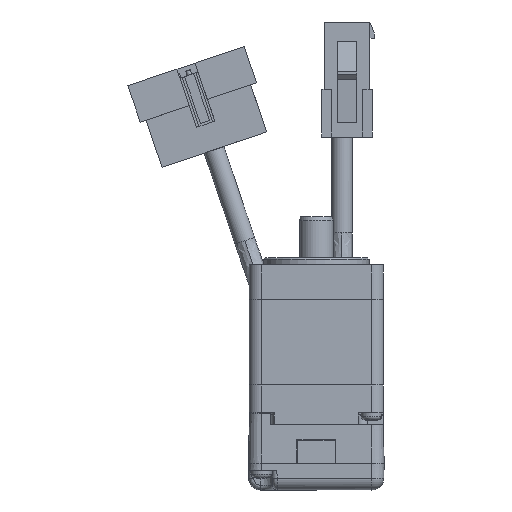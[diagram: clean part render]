
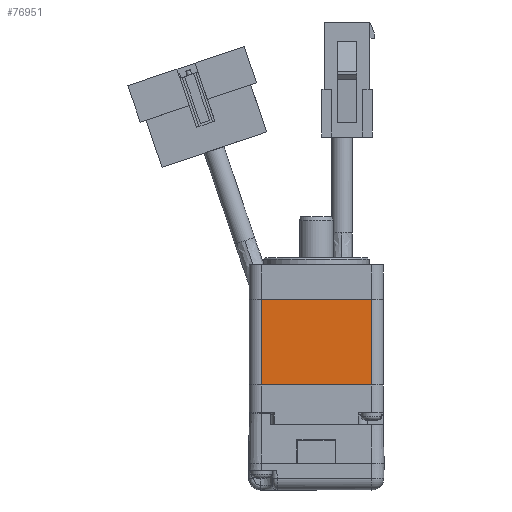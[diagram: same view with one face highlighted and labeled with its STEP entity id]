
A CAD part, front view. The second image highlights one B-rep face of the part: STEP entity #76951.
In plain terms, the highlighted planar face has unit normal (0, -1, 0).
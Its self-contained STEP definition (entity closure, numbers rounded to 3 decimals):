
#3965 = DIRECTION ( 'NONE',  ( 0., 1., 0. ) ) ;
#6246 = VERTEX_POINT ( 'NONE', #15802 ) ;
#6836 = CARTESIAN_POINT ( 'NONE',  ( 17.85, -14., 11.5 ) ) ;
#12458 = EDGE_CURVE ( 'NONE', #28819, #23866, #47974, .T. ) ;
#12957 = VECTOR ( 'NONE', #72902, 1000. ) ;
#13013 = DIRECTION ( 'NONE',  ( 0., 0., -1. ) ) ;
#13810 = DIRECTION ( 'NONE',  ( 1., 0., 0. ) ) ;
#15802 = CARTESIAN_POINT ( 'NONE',  ( 0., -14., 11.5 ) ) ;
#19807 = VECTOR ( 'NONE', #13810, 1000. ) ;
#22721 = AXIS2_PLACEMENT_3D ( 'NONE', #39075, #3965, #53198 ) ;
#23681 = CARTESIAN_POINT ( 'NONE',  ( 17.85, -14., -11.5 ) ) ;
#23866 = VERTEX_POINT ( 'NONE', #85818 ) ;
#26811 = VERTEX_POINT ( 'NONE', #66270 ) ;
#28819 = VERTEX_POINT ( 'NONE', #6836 ) ;
#29851 = DIRECTION ( 'NONE',  ( 0., 0., 1. ) ) ;
#32430 = EDGE_CURVE ( 'NONE', #6246, #28819, #57283, .T. ) ;
#35351 = CARTESIAN_POINT ( 'NONE',  ( 17.85, -14., 11.5 ) ) ;
#36644 = ORIENTED_EDGE ( 'NONE', *, *, #32430, .F. ) ;
#39075 = CARTESIAN_POINT ( 'NONE',  ( 17.85, -14., -11.5 ) ) ;
#41001 = CARTESIAN_POINT ( 'NONE',  ( 17.85, -14., -11.5 ) ) ;
#43580 = EDGE_CURVE ( 'NONE', #23866, #26811, #48155, .T. ) ;
#45812 = VECTOR ( 'NONE', #13013, 1000. ) ;
#46614 = VECTOR ( 'NONE', #29851, 1000. ) ;
#47974 = LINE ( 'NONE', #41001, #45812 ) ;
#48155 = LINE ( 'NONE', #23681, #12957 ) ;
#53198 = DIRECTION ( 'NONE',  ( 0., 0., 1. ) ) ;
#54927 = ORIENTED_EDGE ( 'NONE', *, *, #43580, .F. ) ;
#57198 = ORIENTED_EDGE ( 'NONE', *, *, #12458, .F. ) ;
#57283 = LINE ( 'NONE', #35351, #19807 ) ;
#66270 = CARTESIAN_POINT ( 'NONE',  ( 0., -14., -11.5 ) ) ;
#70374 = EDGE_LOOP ( 'NONE', ( #85362, #54927, #57198, #36644 ) ) ;
#71962 = CARTESIAN_POINT ( 'NONE',  ( 0., -14., -11.5 ) ) ;
#72902 = DIRECTION ( 'NONE',  ( -1., 0., 0. ) ) ;
#74874 = FACE_OUTER_BOUND ( 'NONE', #70374, .T. ) ;
#76951 = ADVANCED_FACE ( 'NONE', ( #74874 ), #88328, .F. ) ;
#81624 = EDGE_CURVE ( 'NONE', #26811, #6246, #84117, .T. ) ;
#84117 = LINE ( 'NONE', #71962, #46614 ) ;
#85362 = ORIENTED_EDGE ( 'NONE', *, *, #81624, .F. ) ;
#85818 = CARTESIAN_POINT ( 'NONE',  ( 17.85, -14., -11.5 ) ) ;
#88328 = PLANE ( 'NONE',  #22721 ) ;
